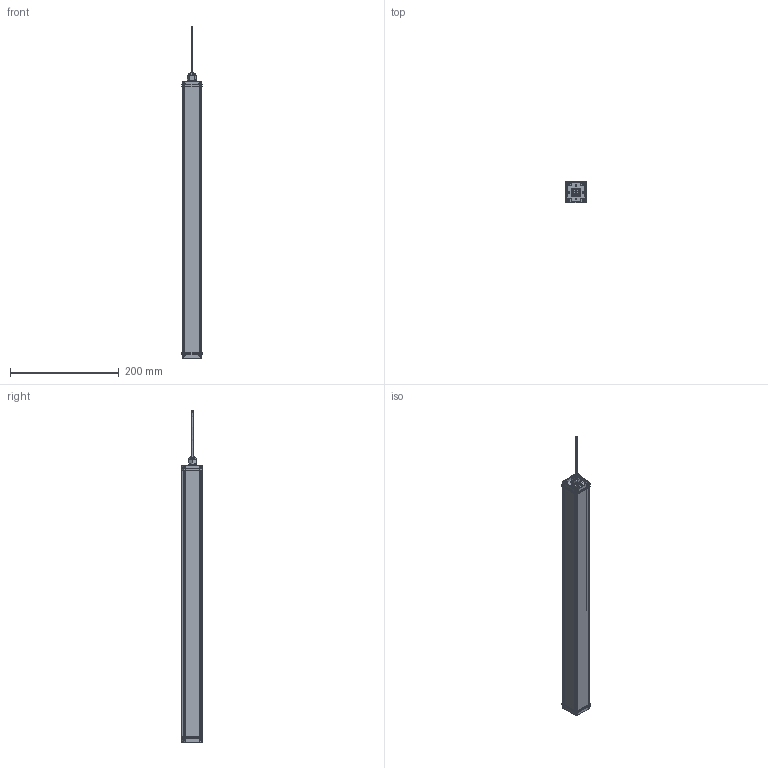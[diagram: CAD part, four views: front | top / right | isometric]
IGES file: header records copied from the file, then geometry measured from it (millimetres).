
Start section:  PTC IGES file: 205382.igs
Global section: file name: 205382.igs; native system: Creo Parametric by PTC Inc.; preprocessor: 2018300; author: pdmadmin; organization: Unknown; date: 20190315.123232; units: millimetre
Bounding box: 37.44 x 39.52 x 610.77 mm (x, y, z)
Volume: 180857.3 mm3; surface area: 870808.5 mm2
Topology: 26 solids, 35 shells, 2514 faces, 13634 edges, 17607 vertices
Faces by surface type: revolution 1668, bspline 846
